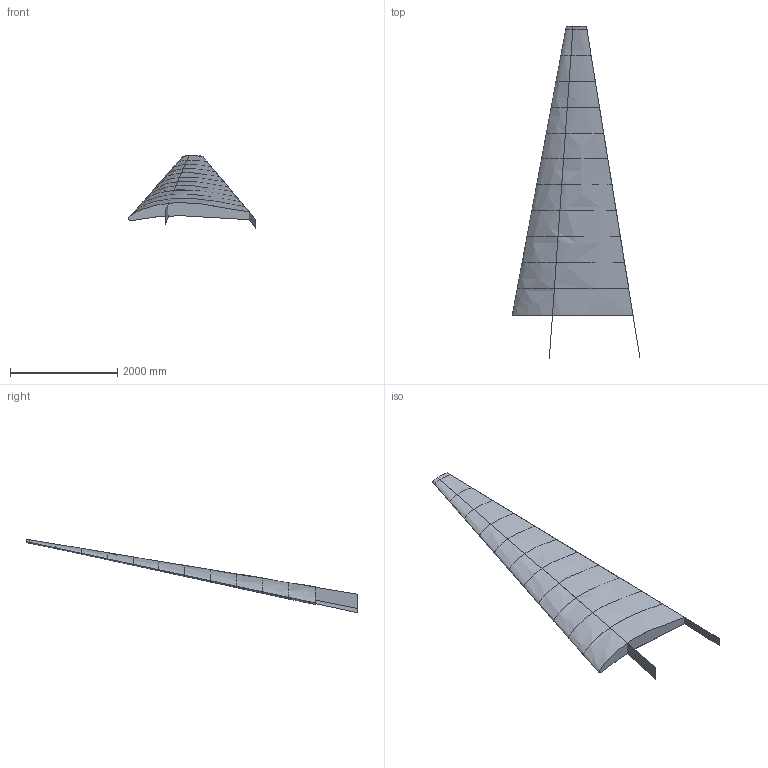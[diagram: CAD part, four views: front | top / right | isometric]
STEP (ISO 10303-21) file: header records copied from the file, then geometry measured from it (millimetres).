
FILE_DESCRIPTION(/* description */ ('STEP AP214'),/* implementation_level */ '2;1');
FILE_NAME(/* name */ '667475a1c0210d6146d7370e',/* time_stamp */ '2024-06-20T18:32:02Z',/* author */ (''),/* organization */ (''),/* preprocessor_version */ 'ST-DEVELOPER v20',/* originating_system */ ' ',/* authorisation */ ' ');
FILE_SCHEMA (('AUTOMOTIVE_DESIGN {1 0 10303 214 3 1 1}'));
Length unit declared in the file: metre
Products named in the file (50): Surface 16; Curve 32; Curve 34; Curve 33; Surface 15; Curve 29; Curve 31; Curve 30; Surface 14; Curve 26; Curve 28; Curve 27; Surface 13; Curve 23; Curve 25; Curve 24; Surface 12; Curve 20; Curve 22; Curve 21; Surface 11; Curve 17; Curve 19; Curve 18; Surface 10; Curve 14; Curve 16; Curve 15; Surface 9; Curve 11; Curve 13; Curve 12; Surface 8; Curve 8; Curve 10; Curve 9; Surface 7; Curve 5; Curve 7; Curve 6 ...
Bounding box: 2377.25 x 6177.79 x 1367.73 mm (x, y, z)
Surface area: 18688351.7 mm2 (no closed solid volume)
Topology: 0 solids, 16 shells, 16 faces, 90 edges, 124 vertices
Faces by surface type: plane 14, bspline 2
Entity records: 6619 total; most frequent: CARTESIAN_POINT 4692, DIRECTION 162, PRESENTATION_STYLE_ASSIGNMENT 85, STYLED_ITEM 84, CURVE_STYLE 68, DRAUGHTING_PRE_DEFINED_CURVE_FONT 68, AXIS2_PLACEMENT_3D 64, ORIENTED_EDGE 56
